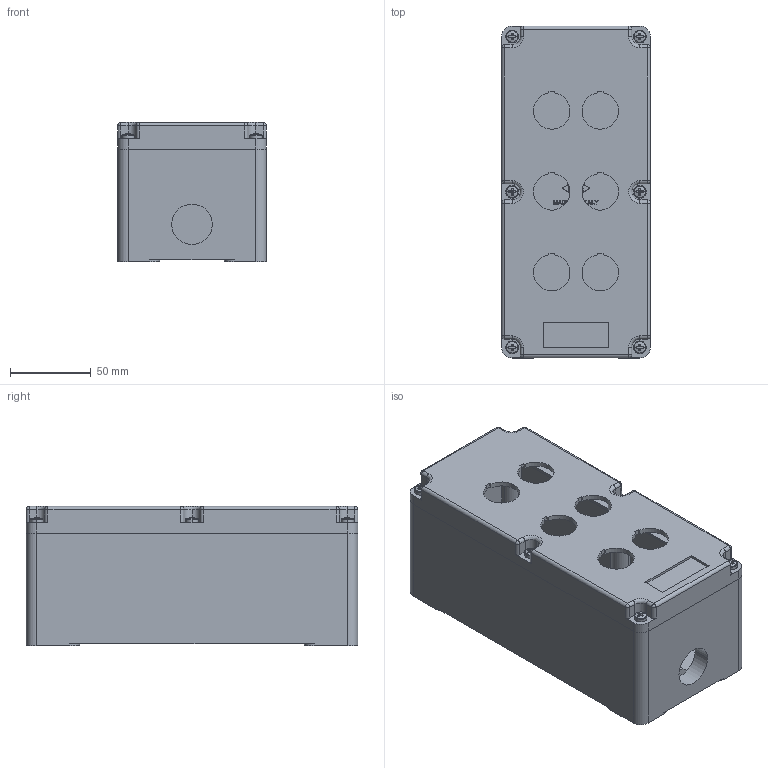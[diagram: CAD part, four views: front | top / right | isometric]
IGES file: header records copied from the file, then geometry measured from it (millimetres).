
Start section: Elysium IGES Interface
Global section: file name: 76H0lndrr042s8edsp1264; native system: PTC Creo Elements/Direct Modeling 19.0B  21-Mar-2015; preprocessor: Creo Element/Direct IGES_3D V2.2; author: Unknown; organization: Unknown; date: 20160524.165752; units: millimetre
Bounding box: 92 x 205 x 86 mm (x, y, z)
Volume: 362731.5 mm3; surface area: 184454.3 mm2
Topology: 2 solids, 4 shells, 1083 faces, 2913 edges, 1910 vertices
Faces by surface type: bspline 1083
